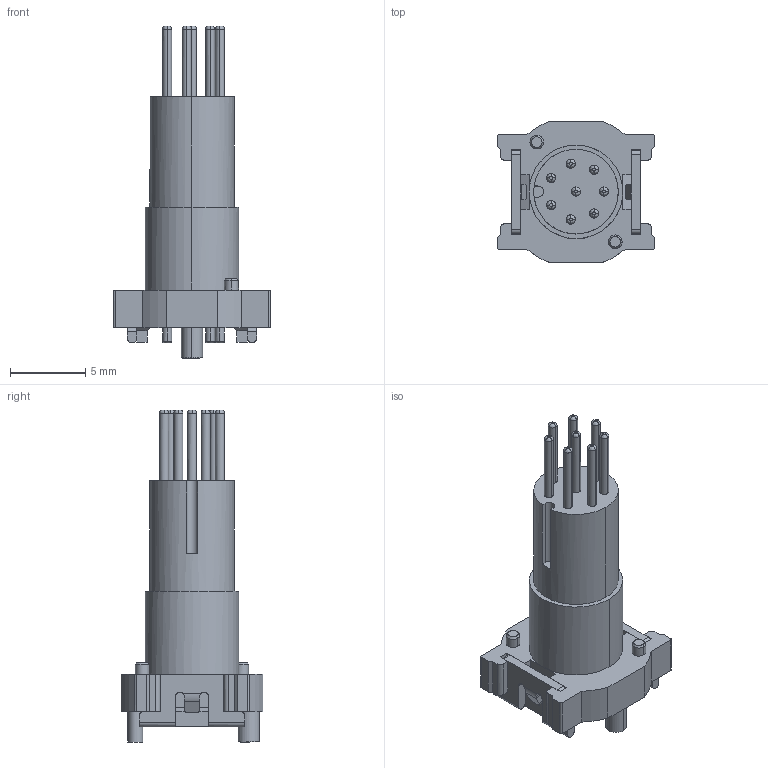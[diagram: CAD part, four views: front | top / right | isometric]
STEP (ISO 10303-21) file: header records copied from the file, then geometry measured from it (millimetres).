
FILE_DESCRIPTION(('CATIA V5 STEP Exchange','CAx-IF Rec.Pracs.--- Model Styling and Organization---1.5--- 2016-08-15','CAx-IF Rec.Pracs.---Supplemental Geometry---1.0---2011-11-01','CAx-IF Rec.Pracs.--- Composite Materials ---1.1---2010-07-15'),'2;1');
FILE_NAME ('030266-1_0', '2025-04-17T10:47:57+00:00', ('none'), ('Weidmueller'), 'CATIA Version 5-6 Release 2022 SP4 HF5', 'CATIA V5 STEP AP214 v3', 'none');
FILE_SCHEMA(('AUTOMOTIVE_DESIGN { 1 0 10303 214 1 1 1 1 }'));
Length unit declared in the file: millimetre
Products named in the file (1): 2422110000
Bounding box: 10.4 x 9.4 x 22 mm (x, y, z)
Volume: 565.8 mm3; surface area: 673.6 mm2
Topology: 1 solids, 1 shells, 263 faces, 754 edges, 506 vertices
Faces by surface type: plane 122, cylinder 85, bspline 36, torus 16, cone 4
Entity records: 10397 total; most frequent: CARTESIAN_POINT 4335, ORIENTED_EDGE 1508, DIRECTION 762, EDGE_CURVE 754, VERTEX_POINT 506, VECTOR 362, LINE 362, EDGE_LOOP 284
